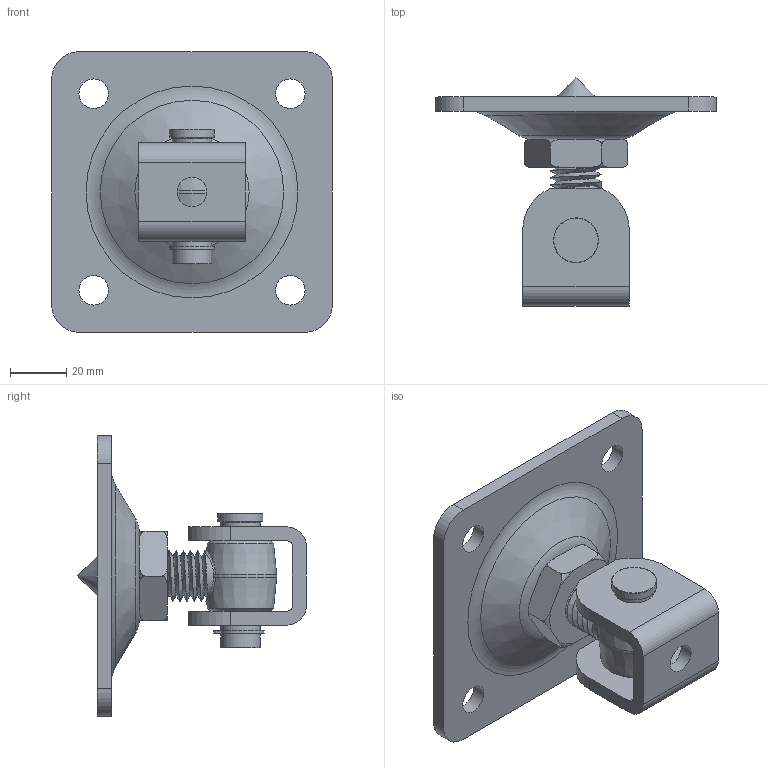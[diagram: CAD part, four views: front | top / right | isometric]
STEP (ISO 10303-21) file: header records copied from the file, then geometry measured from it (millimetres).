
FILE_DESCRIPTION(/* description */ (''),/* implementation_level */ '2;1');
FILE_NAME(/* name */ '25185.stp',/* time_stamp */ '2019-08-05T10:07:42+02:00',/* author */ ('DOMINIQUE'),/* organization */ (''),/* preprocessor_version */ 'ST-DEVELOPER v17.2',/* originating_system */ 'Autodesk Inventor 2019',/* authorisation */ '');
FILE_SCHEMA (('AUTOMOTIVE_DESIGN { 1 0 10303 214 3 1 1 }'));
Length unit declared in the file: millimetre
Products named in the file (7): 25185; 25165-2; 25165-3; 25185-4; 25165-5; 25165-1; NF E 22-163 - 13x1
Assembly tree (6 placements, depth 2):
  25185
    25165-2
    25165-3
    25185-4
    25165-5
    25165-1
    NF E 22-163 - 13x1
Bounding box: 100 x 81.5 x 100 mm (x, y, z)
Volume: 98783.2 mm3; surface area: 46299.6 mm2
Topology: 7 solids, 7 shells, 144 faces, 372 edges, 245 vertices
Faces by surface type: cylinder 61, plane 41, torus 22, cone 12, bspline 8
Full cylindrical faces by diameter (mm): 1.5 x2, 10.5 x5, 12 x1, 14 x2, 14.1 x1, 14.2 x2, 15.294 x1, 16 x1, 18 x17, 23.5 x2, 24 x1, 26.5 x1
Entity records: 8296 total; most frequent: CARTESIAN_POINT 4519, ORIENTED_EDGE 736, DIRECTION 736, EDGE_CURVE 368, AXIS2_PLACEMENT_3D 302, VERTEX_POINT 243, EDGE_LOOP 175, CIRCLE 153
